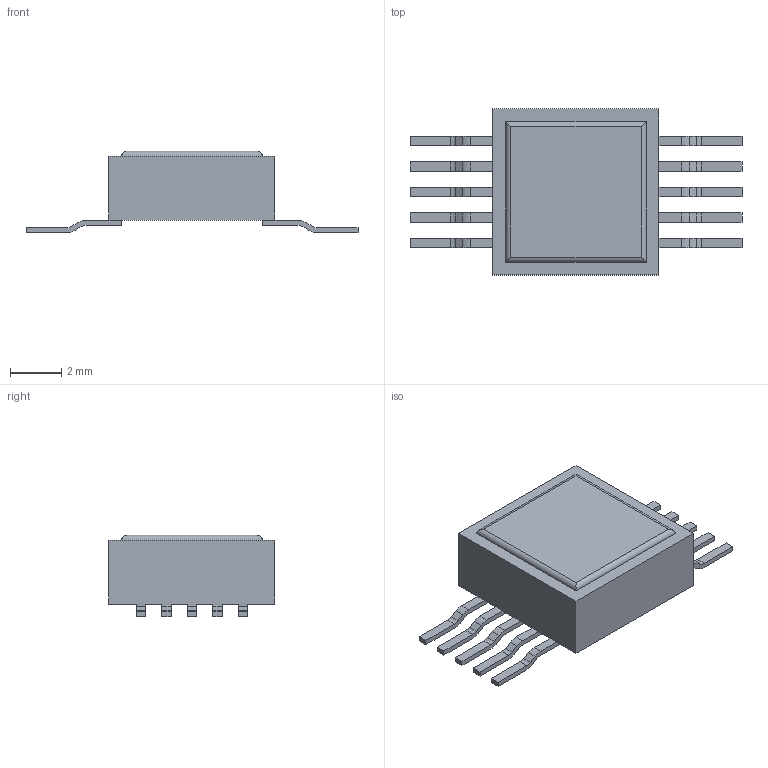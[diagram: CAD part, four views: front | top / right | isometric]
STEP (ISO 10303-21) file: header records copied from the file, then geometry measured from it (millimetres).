
FILE_DESCRIPTION(('STEP AP214'), '1');
FILE_NAME('H02_8-1B1', '2019-09-04T08:36:06', ('user'), (''), 'ASCON STEP Converter 1.3', 'ASCON Math Kernel', '');
FILE_SCHEMA(('AUTOMOTIVE_DESIGN { 1 0 10303 214 3 1 1}'));
Length unit declared in the file: millimetre
Bounding box: 13 x 6.5 x 3.2 mm (x, y, z)
Volume: 114.3 mm3; surface area: 193.3 mm2
Topology: 1 solids, 1 shells, 151 faces, 424 edges, 276 vertices
Faces by surface type: plane 107, cylinder 44
Entity records: 6070 total; most frequent: CARTESIAN_POINT 864, ORIENTED_EDGE 848, DIRECTION 804, EDGE_CURVE 424, LINE 340, VECTOR 340, VERTEX_POINT 276, AXIS2_PLACEMENT_3D 232
